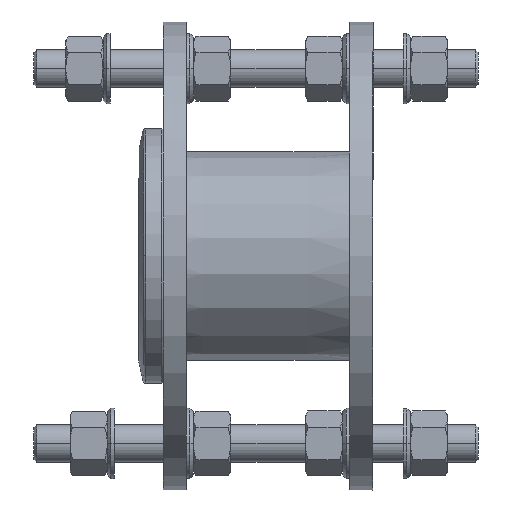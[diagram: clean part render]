
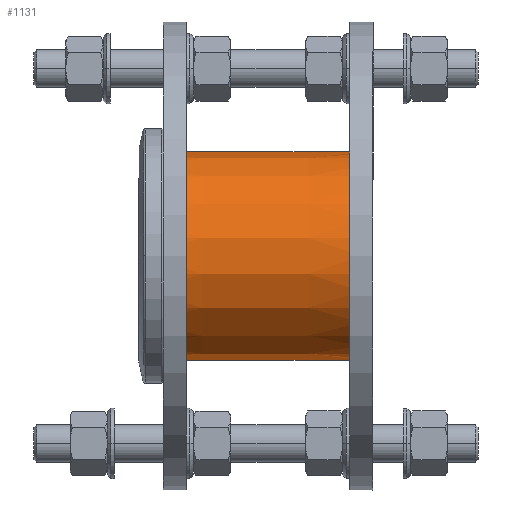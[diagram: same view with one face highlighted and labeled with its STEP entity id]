
A CAD part, top view. The second image highlights one B-rep face of the part: STEP entity #1131.
In plain terms, the highlighted conical face has half-angle 0.001 degrees and reference radius 44.449 mm.
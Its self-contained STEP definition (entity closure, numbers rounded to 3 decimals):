
#1131=ADVANCED_FACE('',(#2171),#2172,.T.);
#2171=FACE_OUTER_BOUND('',#3251,.T.);
#2172=CONICAL_SURFACE('',#3252,44.449,0.);
#3251=EDGE_LOOP('',(#5643,#5644,#5645,#5646));
#3252=AXIS2_PLACEMENT_3D('',#5647,#5648,#5649);
#5643=ORIENTED_EDGE('',*,*,#6807,.T.);
#5644=ORIENTED_EDGE('',*,*,#6823,.F.);
#5645=ORIENTED_EDGE('',*,*,#6809,.T.);
#5646=ORIENTED_EDGE('',*,*,#6828,.T.);
#5647=CARTESIAN_POINT('',(1915.358,42.969,0.0));
#5648=DIRECTION('',(1.,0.,-0.0));
#5649=DIRECTION('',(0.,1.,0.0));
#6807=EDGE_CURVE('',#8159,#8160,#8161,.T.);
#6809=EDGE_CURVE('',#8164,#8162,#8165,.T.);
#6823=EDGE_CURVE('',#8164,#8160,#8183,.T.);
#6828=EDGE_CURVE('',#8162,#8159,#8188,.T.);
#8159=VERTEX_POINT('',#11439);
#8160=VERTEX_POINT('',#11440);
#8161=LINE('',#11441,#11442);
#8162=VERTEX_POINT('',#11443);
#8164=VERTEX_POINT('',#11445);
#8165=LINE('',#11446,#11447);
#8183=CIRCLE('',#11471,44.448);
#8188=CIRCLE('',#11476,44.45);
#11439=CARTESIAN_POINT('',(1960.859,87.418,0.0));
#11440=CARTESIAN_POINT('',(1869.859,87.418,0.0));
#11441=CARTESIAN_POINT('',(1915.359,87.418,0.));
#11442=VECTOR('',#19403,1.0);
#11443=CARTESIAN_POINT('',(1960.858,-1.481,0.));
#11445=CARTESIAN_POINT('',(1869.858,-1.479,0.));
#11446=CARTESIAN_POINT('',(1915.358,-1.48,0.));
#11447=VECTOR('',#19407,1.0);
#11471=AXIS2_PLACEMENT_3D('',#19426,#19427,#19428);
#11476=AXIS2_PLACEMENT_3D('',#19432,#19433,#19434);
#19403=DIRECTION('',(-1.0,0.,0.));
#19407=DIRECTION('',(1.,0.,0.));
#19426=CARTESIAN_POINT('',(1869.858,42.97,0.0));
#19427=DIRECTION('',(-1.,0.,0.0));
#19428=DIRECTION('',(0.,1.,0.0));
#19432=CARTESIAN_POINT('',(1960.858,42.968,0.0));
#19433=DIRECTION('',(-1.,0.,0.0));
#19434=DIRECTION('',(0.,1.,0.0));
